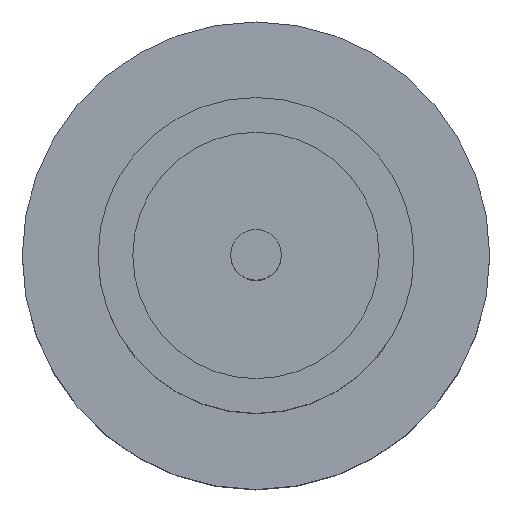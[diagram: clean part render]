
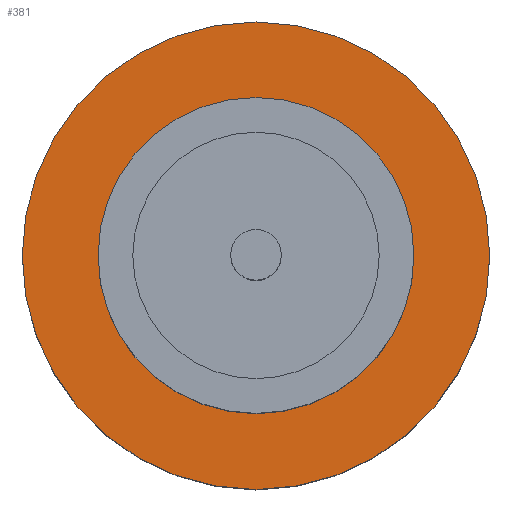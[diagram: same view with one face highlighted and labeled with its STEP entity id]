
A CAD part, top view. The second image highlights one B-rep face of the part: STEP entity #381.
In plain terms, the highlighted planar face has unit normal (0, 0, 1).
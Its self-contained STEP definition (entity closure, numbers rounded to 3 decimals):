
#6 = DIRECTION ( 'NONE',  ( 0., 0., 1. ) ) ;
#19 = DIRECTION ( 'NONE',  ( 1., 0., 0. ) ) ;
#59 = DIRECTION ( 'NONE',  ( 1., 0., 0. ) ) ;
#95 = CARTESIAN_POINT ( 'NONE',  ( 0., 0., 1.55 ) ) ;
#119 = CIRCLE ( 'NONE', #483, 1.85 ) ;
#126 = CARTESIAN_POINT ( 'NONE',  ( -1.85, 0., 1.55 ) ) ;
#191 = DIRECTION ( 'NONE',  ( 0., 0., 1. ) ) ;
#245 = EDGE_LOOP ( 'NONE', ( #444, #835 ) ) ;
#253 = CIRCLE ( 'NONE', #727, 1.25 ) ;
#275 = CARTESIAN_POINT ( 'NONE',  ( 0., 0., 1.55 ) ) ;
#334 = EDGE_CURVE ( 'NONE', #539, #630, #819, .T. ) ;
#380 = PLANE ( 'NONE',  #781 ) ;
#381 = ADVANCED_FACE ( 'NONE', ( #647, #407 ), #380, .T. ) ;
#386 = CARTESIAN_POINT ( 'NONE',  ( -1.25, 0., 1.55 ) ) ;
#388 = EDGE_CURVE ( 'NONE', #787, #485, #616, .T. ) ;
#391 = CARTESIAN_POINT ( 'NONE',  ( 0., 0., 1.55 ) ) ;
#407 = FACE_OUTER_BOUND ( 'NONE', #245, .T. ) ;
#413 = ORIENTED_EDGE ( 'NONE', *, *, #603, .F. ) ;
#444 = ORIENTED_EDGE ( 'NONE', *, *, #574, .T. ) ;
#457 = DIRECTION ( 'NONE',  ( 1., 0., 0. ) ) ;
#473 = CARTESIAN_POINT ( 'NONE',  ( 1.25, 0., 1.55 ) ) ;
#483 = AXIS2_PLACEMENT_3D ( 'NONE', #95, #803, #800 ) ;
#485 = VERTEX_POINT ( 'NONE', #126 ) ;
#515 = CARTESIAN_POINT ( 'NONE',  ( 0., 0., 1.55 ) ) ;
#539 = VERTEX_POINT ( 'NONE', #386 ) ;
#543 = ORIENTED_EDGE ( 'NONE', *, *, #334, .F. ) ;
#574 = EDGE_CURVE ( 'NONE', #485, #787, #119, .T. ) ;
#590 = DIRECTION ( 'NONE',  ( 0., 0., 1. ) ) ;
#603 = EDGE_CURVE ( 'NONE', #630, #539, #253, .T. ) ;
#616 = CIRCLE ( 'NONE', #773, 1.85 ) ;
#628 = AXIS2_PLACEMENT_3D ( 'NONE', #515, #191, #59 ) ;
#630 = VERTEX_POINT ( 'NONE', #473 ) ;
#647 = FACE_BOUND ( 'NONE', #777, .T. ) ;
#711 = CARTESIAN_POINT ( 'NONE',  ( 0., 0., 1.55 ) ) ;
#720 = DIRECTION ( 'NONE',  ( 1., 0., 0. ) ) ;
#727 = AXIS2_PLACEMENT_3D ( 'NONE', #275, #6, #19 ) ;
#773 = AXIS2_PLACEMENT_3D ( 'NONE', #391, #590, #457 ) ;
#777 = EDGE_LOOP ( 'NONE', ( #413, #543 ) ) ;
#781 = AXIS2_PLACEMENT_3D ( 'NONE', #711, #840, #720 ) ;
#787 = VERTEX_POINT ( 'NONE', #797 ) ;
#797 = CARTESIAN_POINT ( 'NONE',  ( 1.85, 0., 1.55 ) ) ;
#800 = DIRECTION ( 'NONE',  ( 1., 0., 0. ) ) ;
#803 = DIRECTION ( 'NONE',  ( 0., 0., 1. ) ) ;
#819 = CIRCLE ( 'NONE', #628, 1.25 ) ;
#835 = ORIENTED_EDGE ( 'NONE', *, *, #388, .T. ) ;
#840 = DIRECTION ( 'NONE',  ( 0., 0., 1. ) ) ;
